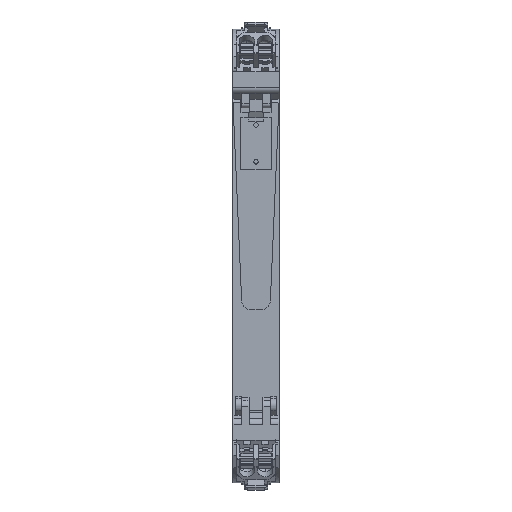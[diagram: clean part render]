
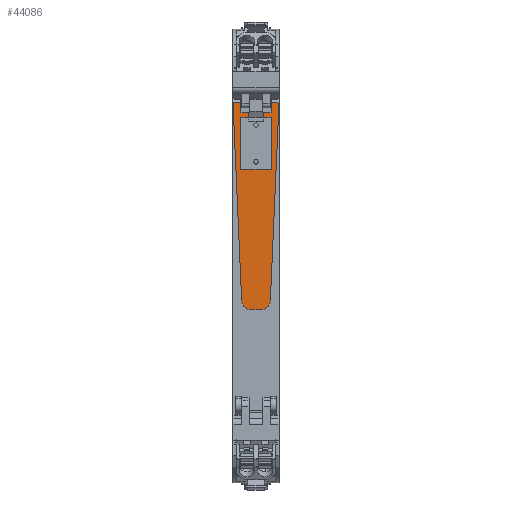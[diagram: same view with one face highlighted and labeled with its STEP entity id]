
A CAD part, top view. The second image highlights one B-rep face of the part: STEP entity #44086.
In plain terms, the highlighted planar face has unit normal (0, 0, 1).
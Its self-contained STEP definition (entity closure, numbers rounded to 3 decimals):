
#43502=AXIS2_PLACEMENT_3D('Circle Axis2P3D',#43500,#43501,$) ;
#43607=AXIS2_PLACEMENT_3D('Circle Axis2P3D',#43605,#43606,$) ;
#44064=AXIS2_PLACEMENT_3D('Plane Axis2P3D',#44061,#44062,#44063) ;
#43500=CARTESIAN_POINT('Axis2P3D Location',(4.847,51.489,112.024)) ;
#43504=CARTESIAN_POINT('Vertex',(4.849,48.989,112.024)) ;
#43506=CARTESIAN_POINT('Vertex',(2.35,51.38,112.024)) ;
#43541=CARTESIAN_POINT('Line Origine',(1.175,78.288,112.024)) ;
#43545=CARTESIAN_POINT('Vertex',(0.,105.196,112.024)) ;
#43584=CARTESIAN_POINT('Vertex',(7.655,48.992,112.024)) ;
#43587=CARTESIAN_POINT('Line Origine',(6.252,48.991,112.024)) ;
#43605=CARTESIAN_POINT('Axis2P3D Location',(7.653,51.492,112.024)) ;
#43609=CARTESIAN_POINT('Vertex',(10.15,51.383,112.024)) ;
#43648=CARTESIAN_POINT('Vertex',(12.5,105.196,112.024)) ;
#43651=CARTESIAN_POINT('Line Origine',(11.325,78.289,112.024)) ;
#43669=CARTESIAN_POINT('Line Origine',(11.425,105.196,112.024)) ;
#43673=CARTESIAN_POINT('Vertex',(10.35,105.196,112.024)) ;
#43701=CARTESIAN_POINT('Line Origine',(10.35,103.846,112.024)) ;
#43705=CARTESIAN_POINT('Vertex',(10.35,102.496,112.024)) ;
#43733=CARTESIAN_POINT('Line Origine',(9.3,102.496,112.024)) ;
#43737=CARTESIAN_POINT('Vertex',(8.25,102.496,112.024)) ;
#43765=CARTESIAN_POINT('Line Origine',(8.25,101.8,112.024)) ;
#43769=CARTESIAN_POINT('Vertex',(8.25,101.105,112.024)) ;
#43797=CARTESIAN_POINT('Line Origine',(9.325,101.105,112.024)) ;
#43801=CARTESIAN_POINT('Vertex',(10.4,101.105,112.024)) ;
#43829=CARTESIAN_POINT('Line Origine',(10.4,94.155,112.024)) ;
#43833=CARTESIAN_POINT('Vertex',(10.4,87.205,112.024)) ;
#43861=CARTESIAN_POINT('Line Origine',(6.25,87.205,112.024)) ;
#43865=CARTESIAN_POINT('Vertex',(2.1,87.205,112.024)) ;
#43893=CARTESIAN_POINT('Line Origine',(2.1,94.155,112.024)) ;
#43897=CARTESIAN_POINT('Vertex',(2.1,101.105,112.024)) ;
#43920=CARTESIAN_POINT('Line Origine',(3.175,101.105,112.024)) ;
#43924=CARTESIAN_POINT('Vertex',(4.25,101.105,112.024)) ;
#43952=CARTESIAN_POINT('Line Origine',(4.25,101.8,112.024)) ;
#43956=CARTESIAN_POINT('Vertex',(4.25,102.496,112.024)) ;
#43979=CARTESIAN_POINT('Line Origine',(3.2,102.496,112.024)) ;
#43983=CARTESIAN_POINT('Vertex',(2.15,102.496,112.024)) ;
#44011=CARTESIAN_POINT('Line Origine',(2.15,103.846,112.024)) ;
#44015=CARTESIAN_POINT('Vertex',(2.15,105.196,112.024)) ;
#44043=CARTESIAN_POINT('Line Origine',(1.075,105.196,112.024)) ;
#44061=CARTESIAN_POINT('Axis2P3D Location',(12.5,63.596,112.024)) ;
#43501=DIRECTION('Axis2P3D Direction',(-0.,0.,1.)) ;
#43542=DIRECTION('Vector Direction',(-0.044,0.999,0.)) ;
#43588=DIRECTION('Vector Direction',(-1.,-0.001,0.)) ;
#43606=DIRECTION('Axis2P3D Direction',(0.,0.,1.)) ;
#43652=DIRECTION('Vector Direction',(-0.044,-0.999,0.)) ;
#43670=DIRECTION('Vector Direction',(1.,0.,0.)) ;
#43702=DIRECTION('Vector Direction',(0.,1.,0.)) ;
#43734=DIRECTION('Vector Direction',(1.,0.,0.)) ;
#43766=DIRECTION('Vector Direction',(0.,1.,0.)) ;
#43798=DIRECTION('Vector Direction',(-1.,0.,0.)) ;
#43830=DIRECTION('Vector Direction',(0.,1.,0.)) ;
#43862=DIRECTION('Vector Direction',(1.,0.,0.)) ;
#43894=DIRECTION('Vector Direction',(0.,-1.,0.)) ;
#43921=DIRECTION('Vector Direction',(-1.,0.,0.)) ;
#43953=DIRECTION('Vector Direction',(0.,-1.,0.)) ;
#43980=DIRECTION('Vector Direction',(1.,0.,0.)) ;
#44012=DIRECTION('Vector Direction',(0.,-1.,0.)) ;
#44044=DIRECTION('Vector Direction',(1.,0.,0.)) ;
#44062=DIRECTION('Axis2P3D Direction',(0.,0.,1.)) ;
#44063=DIRECTION('Axis2P3D XDirection',(-1.,0.,0.)) ;
#43543=VECTOR('Line Direction',#43542,1.) ;
#43589=VECTOR('Line Direction',#43588,1.) ;
#43653=VECTOR('Line Direction',#43652,1.) ;
#43671=VECTOR('Line Direction',#43670,1.) ;
#43703=VECTOR('Line Direction',#43702,1.) ;
#43735=VECTOR('Line Direction',#43734,1.) ;
#43767=VECTOR('Line Direction',#43766,1.) ;
#43799=VECTOR('Line Direction',#43798,1.) ;
#43831=VECTOR('Line Direction',#43830,1.) ;
#43863=VECTOR('Line Direction',#43862,1.) ;
#43895=VECTOR('Line Direction',#43894,1.) ;
#43922=VECTOR('Line Direction',#43921,1.) ;
#43954=VECTOR('Line Direction',#43953,1.) ;
#43981=VECTOR('Line Direction',#43980,1.) ;
#44013=VECTOR('Line Direction',#44012,1.) ;
#44045=VECTOR('Line Direction',#44044,1.) ;
#44067=ORIENTED_EDGE('',*,*,#43591,.F.) ;
#44068=ORIENTED_EDGE('',*,*,#43611,.F.) ;
#44069=ORIENTED_EDGE('',*,*,#43655,.F.) ;
#44070=ORIENTED_EDGE('',*,*,#43675,.F.) ;
#44071=ORIENTED_EDGE('',*,*,#43707,.F.) ;
#44072=ORIENTED_EDGE('',*,*,#43739,.F.) ;
#44073=ORIENTED_EDGE('',*,*,#43771,.F.) ;
#44074=ORIENTED_EDGE('',*,*,#43803,.F.) ;
#44075=ORIENTED_EDGE('',*,*,#43835,.F.) ;
#44076=ORIENTED_EDGE('',*,*,#43867,.F.) ;
#44077=ORIENTED_EDGE('',*,*,#43899,.F.) ;
#44078=ORIENTED_EDGE('',*,*,#43926,.F.) ;
#44079=ORIENTED_EDGE('',*,*,#43958,.F.) ;
#44080=ORIENTED_EDGE('',*,*,#43985,.F.) ;
#44081=ORIENTED_EDGE('',*,*,#44017,.F.) ;
#44082=ORIENTED_EDGE('',*,*,#44047,.F.) ;
#44083=ORIENTED_EDGE('',*,*,#43547,.F.) ;
#44084=ORIENTED_EDGE('',*,*,#43508,.F.) ;
#44086=ADVANCED_FACE('AUFDRUCK_ORANGE',(#44085),#44065,.T.) ;
#43503=CIRCLE('generated circle',#43502,2.5) ;
#43608=CIRCLE('generated circle',#43607,2.5) ;
#43508=EDGE_CURVE('',#43505,#43507,#43503,.F.) ;
#43547=EDGE_CURVE('',#43507,#43546,#43544,.T.) ;
#43591=EDGE_CURVE('',#43585,#43505,#43590,.T.) ;
#43611=EDGE_CURVE('',#43610,#43585,#43608,.F.) ;
#43655=EDGE_CURVE('',#43649,#43610,#43654,.T.) ;
#43675=EDGE_CURVE('',#43674,#43649,#43672,.T.) ;
#43707=EDGE_CURVE('',#43706,#43674,#43704,.T.) ;
#43739=EDGE_CURVE('',#43738,#43706,#43736,.T.) ;
#43771=EDGE_CURVE('',#43770,#43738,#43768,.T.) ;
#43803=EDGE_CURVE('',#43802,#43770,#43800,.T.) ;
#43835=EDGE_CURVE('',#43834,#43802,#43832,.T.) ;
#43867=EDGE_CURVE('',#43866,#43834,#43864,.T.) ;
#43899=EDGE_CURVE('',#43898,#43866,#43896,.T.) ;
#43926=EDGE_CURVE('',#43925,#43898,#43923,.T.) ;
#43958=EDGE_CURVE('',#43957,#43925,#43955,.T.) ;
#43985=EDGE_CURVE('',#43984,#43957,#43982,.T.) ;
#44017=EDGE_CURVE('',#44016,#43984,#44014,.T.) ;
#44047=EDGE_CURVE('',#43546,#44016,#44046,.T.) ;
#44066=EDGE_LOOP('',(#44067,#44068,#44069,#44070,#44071,#44072,#44073,#44074,#44075,#44076,#44077,#44078,#44079,#44080,#44081,#44082,#44083,#44084)) ;
#44085=FACE_OUTER_BOUND('',#44066,.T.) ;
#43544=LINE('Line',#43541,#43543) ;
#43590=LINE('Line',#43587,#43589) ;
#43654=LINE('Line',#43651,#43653) ;
#43672=LINE('Line',#43669,#43671) ;
#43704=LINE('Line',#43701,#43703) ;
#43736=LINE('Line',#43733,#43735) ;
#43768=LINE('Line',#43765,#43767) ;
#43800=LINE('Line',#43797,#43799) ;
#43832=LINE('Line',#43829,#43831) ;
#43864=LINE('Line',#43861,#43863) ;
#43896=LINE('Line',#43893,#43895) ;
#43923=LINE('Line',#43920,#43922) ;
#43955=LINE('Line',#43952,#43954) ;
#43982=LINE('Line',#43979,#43981) ;
#44014=LINE('Line',#44011,#44013) ;
#44046=LINE('Line',#44043,#44045) ;
#44065=PLANE('',#44064) ;
#43505=VERTEX_POINT('',#43504) ;
#43507=VERTEX_POINT('',#43506) ;
#43546=VERTEX_POINT('',#43545) ;
#43585=VERTEX_POINT('',#43584) ;
#43610=VERTEX_POINT('',#43609) ;
#43649=VERTEX_POINT('',#43648) ;
#43674=VERTEX_POINT('',#43673) ;
#43706=VERTEX_POINT('',#43705) ;
#43738=VERTEX_POINT('',#43737) ;
#43770=VERTEX_POINT('',#43769) ;
#43802=VERTEX_POINT('',#43801) ;
#43834=VERTEX_POINT('',#43833) ;
#43866=VERTEX_POINT('',#43865) ;
#43898=VERTEX_POINT('',#43897) ;
#43925=VERTEX_POINT('',#43924) ;
#43957=VERTEX_POINT('',#43956) ;
#43984=VERTEX_POINT('',#43983) ;
#44016=VERTEX_POINT('',#44015) ;
